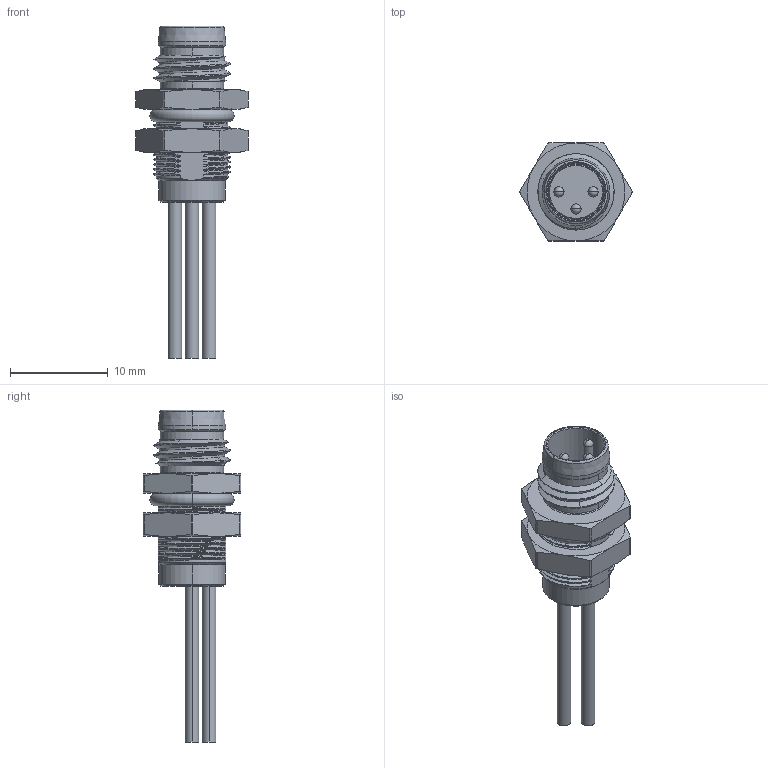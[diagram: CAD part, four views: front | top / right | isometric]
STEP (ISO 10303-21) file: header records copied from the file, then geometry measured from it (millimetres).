
FILE_DESCRIPTION((''),'2;1');
FILE_NAME('M8-MC03-BK-M8-W0_25_SW0001','2017-06-01T',('zq.xu'),(''),'PRO/ENGINEER BY PARAMETRIC TECHNOLOGY CORPORATION, 2012480','PRO/ENGINEER BY PARAMETRIC TECHNOLOGY CORPORATION, 2012480','');
FILE_SCHEMA(('AUTOMOTIVE_DESIGN { 1 0 10303 214 1 1 1 1 }'));
Length unit declared in the file: millimetre
Products named in the file (1): M8-MC03-BK-M8-W0_25_SW0001
Bounding box: 11.48 x 10 x 33.9 mm (x, y, z)
Volume: 855.2 mm3; surface area: 1517.7 mm2
Topology: 1 solids, 1 shells, 265 faces, 798 edges, 521 vertices
Faces by surface type: cylinder 89, bspline 81, cone 50, plane 27, torus 8, sphere 6, extrusion 4
Entity records: 16801 total; most frequent: CARTESIAN_POINT 10537, ORIENTED_EDGE 1584, DIRECTION 873, EDGE_CURVE 792, VERTEX_POINT 521, B_SPLINE_CURVE_WITH_KNOTS 444, AXIS2_PLACEMENT_3D 337, EDGE_LOOP 279
